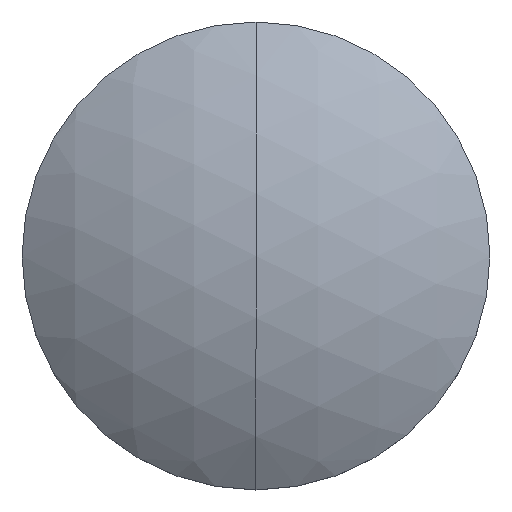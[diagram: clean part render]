
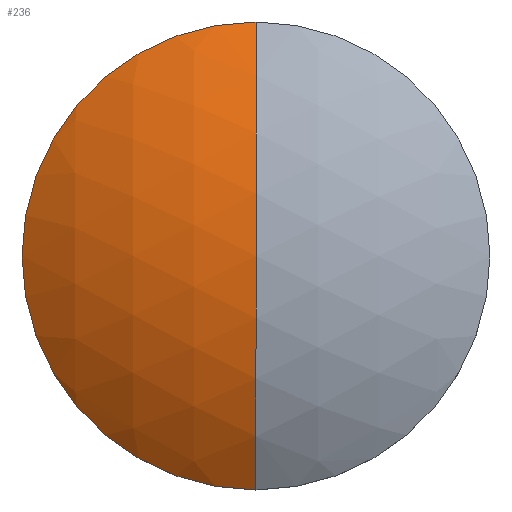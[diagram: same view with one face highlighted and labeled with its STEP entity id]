
A CAD part, top view. The second image highlights one B-rep face of the part: STEP entity #236.
In plain terms, the highlighted spherical face has radius 25.75 mm.
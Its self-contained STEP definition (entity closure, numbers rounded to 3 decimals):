
#10 = AXIS2_PLACEMENT_3D ( 'NONE', #23, #22, #19 ) ;
#16 = CIRCLE ( 'NONE', #10, 15. ) ;
#19 = DIRECTION ( 'NONE',  ( 1., 0., 0. ) ) ;
#22 = DIRECTION ( 'NONE',  ( 0., 0., 1. ) ) ;
#23 = CARTESIAN_POINT ( 'NONE',  ( 0., 0., -1.165 ) ) ;
#26 = CARTESIAN_POINT ( 'NONE',  ( 0., 15., -1.165 ) ) ;
#38 = FACE_OUTER_BOUND ( 'NONE', #237, .T. ) ;
#42 = SPHERICAL_SURFACE ( 'NONE', #47, 25.75 ) ;
#43 = CARTESIAN_POINT ( 'NONE',  ( 0., 0., -1.165 ) ) ;
#44 = AXIS2_PLACEMENT_3D ( 'NONE', #43, #55, #54 ) ;
#45 = CIRCLE ( 'NONE', #44, 15. ) ;
#46 = CARTESIAN_POINT ( 'NONE',  ( 0., 0., -22.095 ) ) ;
#47 = AXIS2_PLACEMENT_3D ( 'NONE', #46, #57, #58 ) ;
#53 = CARTESIAN_POINT ( 'NONE',  ( 0., -15., -1.165 ) ) ;
#54 = DIRECTION ( 'NONE',  ( 1., 0., 0. ) ) ;
#55 = DIRECTION ( 'NONE',  ( 0., 0., 1. ) ) ;
#57 = DIRECTION ( 'NONE',  ( -1., 0., 0. ) ) ;
#58 = DIRECTION ( 'NONE',  ( 0., 1., 0. ) ) ;
#190 = VERTEX_POINT ( 'NONE', #211 ) ;
#199 = DIRECTION ( 'NONE',  ( 0., 0., -1. ) ) ;
#200 = DIRECTION ( 'NONE',  ( 1., 0., 0. ) ) ;
#201 = CARTESIAN_POINT ( 'NONE',  ( 0., 0., -22.095 ) ) ;
#202 = AXIS2_PLACEMENT_3D ( 'NONE', #201, #200, #199 ) ;
#203 = CIRCLE ( 'NONE', #202, 25.75 ) ;
#205 = CARTESIAN_POINT ( 'NONE',  ( 0., 0., 3.655 ) ) ;
#206 = DIRECTION ( 'NONE',  ( 0., -1., 0. ) ) ;
#207 = DIRECTION ( 'NONE',  ( -1., 0., 0. ) ) ;
#208 = CARTESIAN_POINT ( 'NONE',  ( 0., 0., -22.095 ) ) ;
#209 = AXIS2_PLACEMENT_3D ( 'NONE', #208, #207, #206 ) ;
#210 = CIRCLE ( 'NONE', #209, 25.75 ) ;
#211 = CARTESIAN_POINT ( 'NONE',  ( -15., 0., -1.165 ) ) ;
#216 = ORIENTED_EDGE ( 'NONE', *, *, #217, .T. ) ;
#217 = EDGE_CURVE ( 'NONE', #241, #218, #210, .T. ) ;
#218 = VERTEX_POINT ( 'NONE', #205 ) ;
#219 = ORIENTED_EDGE ( 'NONE', *, *, #220, .F. ) ;
#220 = EDGE_CURVE ( 'NONE', #230, #218, #203, .T. ) ;
#229 = EDGE_CURVE ( 'NONE', #230, #190, #16, .T. ) ;
#230 = VERTEX_POINT ( 'NONE', #26 ) ;
#236 = ADVANCED_FACE ( 'NONE', ( #38 ), #42, .T. ) ;
#237 = EDGE_LOOP ( 'NONE', ( #238, #239, #216, #219 ) ) ;
#238 = ORIENTED_EDGE ( 'NONE', *, *, #229, .T. ) ;
#239 = ORIENTED_EDGE ( 'NONE', *, *, #240, .T. ) ;
#240 = EDGE_CURVE ( 'NONE', #190, #241, #45, .T. ) ;
#241 = VERTEX_POINT ( 'NONE', #53 ) ;
